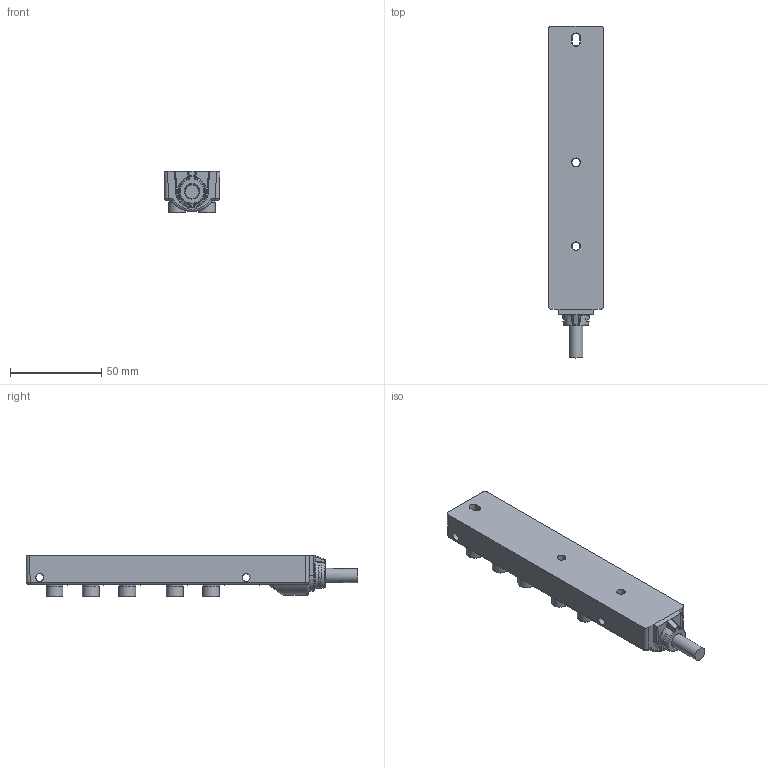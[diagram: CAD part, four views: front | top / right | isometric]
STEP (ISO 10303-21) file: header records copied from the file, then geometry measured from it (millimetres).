
FILE_DESCRIPTION(/* description */ (''),/* implementation_level */ '2;1');
FILE_NAME(/* name */ '5023222_8IOM8-3P2C_stp.stp',/* time_stamp */ '2016-09-15T11:55:19+02:00',/* author */ (''),/* organization */ (''),/* preprocessor_version */ 'ST-DEVELOPER v16',/* originating_system */ 'SIEMENS PLM Software NX 10.0',/* authorisation */ '');
FILE_SCHEMA (('AUTOMOTIVE_DESIGN { 1 0 10303 214 3 1 1 1 }'));
Length unit declared in the file: millimetre
Products named in the file (1): 5023222_8IOM8-3P2C_stp
Bounding box: 30.56 x 182.15 x 22.7 mm (x, y, z)
Volume: 79293.2 mm3; surface area: 22635.3 mm2
Topology: 1 solids, 1 shells, 883 faces, 2102 edges, 1254 vertices
Faces by surface type: cylinder 383, plane 233, bspline 126, sphere 59, torus 42, cone 40
Full cylindrical faces by diameter (mm): 1.1 x30, 4.3 x4, 5.65 x10, 7.208 x10, 7.6 x1, 9.2 x10
Entity records: 24744 total; most frequent: CARTESIAN_POINT 6049, DIRECTION 4043, ORIENTED_EDGE 3618, EDGE_CURVE 1809, AXIS2_PLACEMENT_3D 1627, VERTEX_POINT 1140, EDGE_LOOP 1109, ADVANCED_FACE 883
